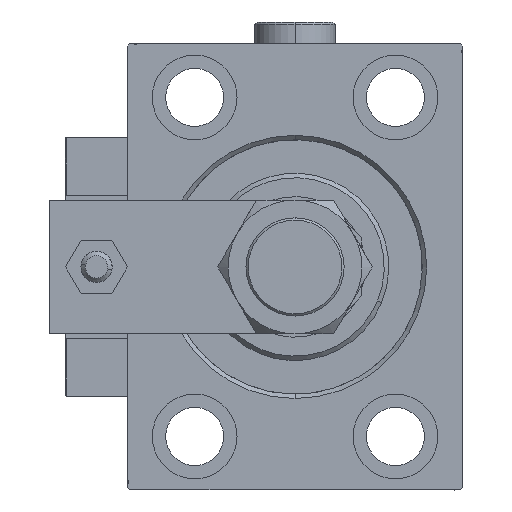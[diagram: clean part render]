
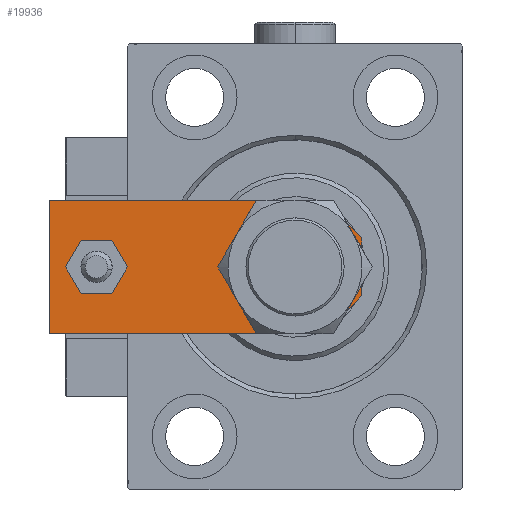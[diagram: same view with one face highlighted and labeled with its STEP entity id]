
A CAD part, left-side view. The second image highlights one B-rep face of the part: STEP entity #19936.
In plain terms, the highlighted face is planar.
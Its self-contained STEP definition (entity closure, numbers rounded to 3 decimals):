
#23 = EDGE_CURVE ( 'NONE', #34161, #23093, #4890, .T. ) ;
#173 = CARTESIAN_POINT ( 'NONE',  ( 15., 0., 8. ) ) ;
#1406 = AXIS2_PLACEMENT_3D ( 'NONE', #16800, #3597, #49449 ) ;
#2217 = DIRECTION ( 'NONE',  ( 1., 0., 0. ) ) ;
#2429 = VERTEX_POINT ( 'NONE', #30806 ) ;
#2724 = DIRECTION ( 'NONE',  ( 0.707, 0.707, 0. ) ) ;
#3597 = DIRECTION ( 'NONE',  ( 0., 0., 1. ) ) ;
#4890 = CIRCLE ( 'NONE', #50509, 4. ) ;
#6446 = DIRECTION ( 'NONE',  ( 1., 0., 0. ) ) ;
#8923 = EDGE_CURVE ( 'NONE', #50859, #9135, #21854, .T. ) ;
#9135 = VERTEX_POINT ( 'NONE', #44736 ) ;
#9548 = ORIENTED_EDGE ( 'NONE', *, *, #27651, .T. ) ;
#9567 = DIRECTION ( 'NONE',  ( 0., 0., 1. ) ) ;
#9777 = DIRECTION ( 'NONE',  ( 0., 0., 1. ) ) ;
#10362 = DIRECTION ( 'NONE',  ( 1., 0., 0. ) ) ;
#10575 = FACE_OUTER_BOUND ( 'NONE', #15825, .T. ) ;
#10756 = CARTESIAN_POINT ( 'NONE',  ( -15., 0., 8. ) ) ;
#10848 = PLANE ( 'NONE',  #20862 ) ;
#10869 = CARTESIAN_POINT ( 'NONE',  ( 0., 59.5, 8. ) ) ;
#11373 = DIRECTION ( 'NONE',  ( 1., 0., 0. ) ) ;
#11500 = ORIENTED_EDGE ( 'NONE', *, *, #35758, .T. ) ;
#12035 = DIRECTION ( 'NONE',  ( 0., 1., 0. ) ) ;
#12101 = ORIENTED_EDGE ( 'NONE', *, *, #15177, .T. ) ;
#12285 = CIRCLE ( 'NONE', #42451, 10. ) ;
#13019 = CARTESIAN_POINT ( 'NONE',  ( -3.25, -3.25, 8. ) ) ;
#14898 = VECTOR ( 'NONE', #2724, 1000. ) ;
#14957 = ORIENTED_EDGE ( 'NONE', *, *, #8923, .T. ) ;
#15177 = EDGE_CURVE ( 'NONE', #29625, #36676, #35289, .T. ) ;
#15825 = EDGE_LOOP ( 'NONE', ( #11500, #43210, #14957, #9548, #23219, #12101 ) ) ;
#16215 = CARTESIAN_POINT ( 'NONE',  ( 0., 15., 8. ) ) ;
#16800 = CARTESIAN_POINT ( 'NONE',  ( 0., 59.5, 8. ) ) ;
#17786 = CARTESIAN_POINT ( 'NONE',  ( 10., 15., 8. ) ) ;
#19936 = ADVANCED_FACE ( 'NONE', ( #30813, #10575, #43766 ), #10848, .T. ) ;
#20006 = CIRCLE ( 'NONE', #24316, 10. ) ;
#20422 = EDGE_CURVE ( 'NONE', #2429, #29625, #20958, .T. ) ;
#20862 = AXIS2_PLACEMENT_3D ( 'NONE', #50782, #9777, #2217 ) ;
#20958 = LINE ( 'NONE', #173, #47537 ) ;
#21365 = CARTESIAN_POINT ( 'NONE',  ( 4., 59.5, 8. ) ) ;
#21394 = EDGE_CURVE ( 'NONE', #41426, #36173, #20006, .T. ) ;
#21694 = EDGE_CURVE ( 'NONE', #47170, #50859, #45422, .T. ) ;
#21854 = LINE ( 'NONE', #10756, #49121 ) ;
#23093 = VERTEX_POINT ( 'NONE', #45042 ) ;
#23219 = ORIENTED_EDGE ( 'NONE', *, *, #20422, .T. ) ;
#23963 = ORIENTED_EDGE ( 'NONE', *, *, #37474, .F. ) ;
#24316 = AXIS2_PLACEMENT_3D ( 'NONE', #47073, #9567, #10362 ) ;
#24680 = CIRCLE ( 'NONE', #1406, 4. ) ;
#25372 = CARTESIAN_POINT ( 'NONE',  ( -6.5, 0., 8. ) ) ;
#25446 = DIRECTION ( 'NONE',  ( 0.707, -0.707, 0. ) ) ;
#27651 = EDGE_CURVE ( 'NONE', #9135, #2429, #52340, .T. ) ;
#28008 = EDGE_LOOP ( 'NONE', ( #23963, #45313 ) ) ;
#28509 = VECTOR ( 'NONE', #51755, 1000. ) ;
#29475 = CARTESIAN_POINT ( 'NONE',  ( -15., 8.5, 8. ) ) ;
#29625 = VERTEX_POINT ( 'NONE', #49581 ) ;
#30806 = CARTESIAN_POINT ( 'NONE',  ( 15., 8.5, 8. ) ) ;
#30813 = FACE_BOUND ( 'NONE', #42541, .T. ) ;
#31454 = CARTESIAN_POINT ( 'NONE',  ( -15., 70., 8. ) ) ;
#31705 = ORIENTED_EDGE ( 'NONE', *, *, #23, .F. ) ;
#34151 = VECTOR ( 'NONE', #48180, 1000. ) ;
#34161 = VERTEX_POINT ( 'NONE', #21365 ) ;
#35289 = LINE ( 'NONE', #47728, #28509 ) ;
#35758 = EDGE_CURVE ( 'NONE', #36676, #47170, #51946, .T. ) ;
#36173 = VERTEX_POINT ( 'NONE', #39678 ) ;
#36202 = DIRECTION ( 'NONE',  ( 1., 0., 0. ) ) ;
#36676 = VERTEX_POINT ( 'NONE', #40234 ) ;
#37474 = EDGE_CURVE ( 'NONE', #36173, #41426, #12285, .T. ) ;
#38115 = VECTOR ( 'NONE', #25446, 1000. ) ;
#39666 = CARTESIAN_POINT ( 'NONE',  ( 3.25, -3.25, 8. ) ) ;
#39678 = CARTESIAN_POINT ( 'NONE',  ( -10., 15., 8. ) ) ;
#40005 = DIRECTION ( 'NONE',  ( 0., 0., 1. ) ) ;
#40234 = CARTESIAN_POINT ( 'NONE',  ( -15., 70., 8. ) ) ;
#41426 = VERTEX_POINT ( 'NONE', #17786 ) ;
#42451 = AXIS2_PLACEMENT_3D ( 'NONE', #16215, #45093, #11373 ) ;
#42541 = EDGE_LOOP ( 'NONE', ( #50341, #31705 ) ) ;
#43210 = ORIENTED_EDGE ( 'NONE', *, *, #21694, .T. ) ;
#43766 = FACE_BOUND ( 'NONE', #28008, .T. ) ;
#44736 = CARTESIAN_POINT ( 'NONE',  ( 6.5, 0., 8. ) ) ;
#45042 = CARTESIAN_POINT ( 'NONE',  ( -4., 59.5, 8. ) ) ;
#45093 = DIRECTION ( 'NONE',  ( 0., 0., 1. ) ) ;
#45313 = ORIENTED_EDGE ( 'NONE', *, *, #21394, .F. ) ;
#45422 = LINE ( 'NONE', #13019, #38115 ) ;
#47073 = CARTESIAN_POINT ( 'NONE',  ( 0., 15., 8. ) ) ;
#47170 = VERTEX_POINT ( 'NONE', #29475 ) ;
#47537 = VECTOR ( 'NONE', #12035, 1000. ) ;
#47728 = CARTESIAN_POINT ( 'NONE',  ( 15., 70., 8. ) ) ;
#48180 = DIRECTION ( 'NONE',  ( 0., -1., 0. ) ) ;
#49121 = VECTOR ( 'NONE', #6446, 1000. ) ;
#49449 = DIRECTION ( 'NONE',  ( 1., 0., 0. ) ) ;
#49581 = CARTESIAN_POINT ( 'NONE',  ( 15., 70., 8. ) ) ;
#50276 = EDGE_CURVE ( 'NONE', #23093, #34161, #24680, .T. ) ;
#50341 = ORIENTED_EDGE ( 'NONE', *, *, #50276, .F. ) ;
#50509 = AXIS2_PLACEMENT_3D ( 'NONE', #10869, #40005, #36202 ) ;
#50782 = CARTESIAN_POINT ( 'NONE',  ( 0., 0., 8. ) ) ;
#50859 = VERTEX_POINT ( 'NONE', #25372 ) ;
#51755 = DIRECTION ( 'NONE',  ( -1., 0., 0. ) ) ;
#51946 = LINE ( 'NONE', #31454, #34151 ) ;
#52340 = LINE ( 'NONE', #39666, #14898 ) ;
